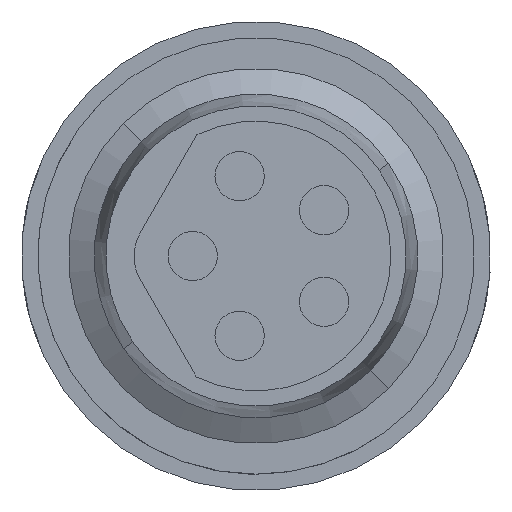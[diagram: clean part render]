
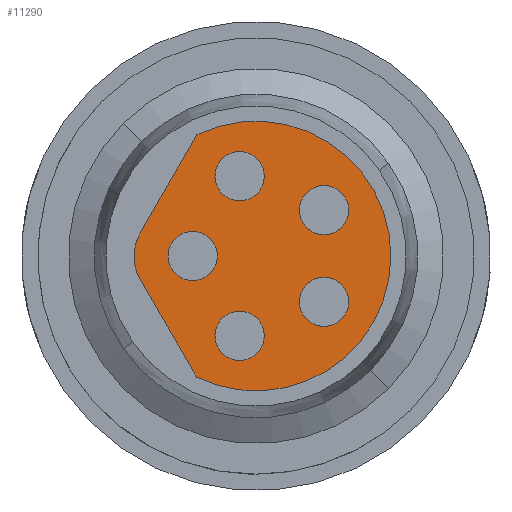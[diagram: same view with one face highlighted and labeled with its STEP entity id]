
A CAD part, left-side view. The second image highlights one B-rep face of the part: STEP entity #11290.
In plain terms, the highlighted face is planar.
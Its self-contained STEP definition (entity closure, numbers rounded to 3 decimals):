
#610=CARTESIAN_POINT('',(20.948,42.288,
7.853));
#620=VERTEX_POINT('',#610);
#780=CARTESIAN_POINT('',(21.655,41.581,
7.853));
#790=VERTEX_POINT('',#780);
#820=CARTESIAN_POINT('',(21.913,42.547,
7.853));
#830=DIRECTION('',(0.,0.,-1.));
#840=DIRECTION('',(0.707,-0.707,0.));
#850=AXIS2_PLACEMENT_3D('',#820,#830,#840);
#860=CIRCLE('',#850,1.);
#870=EDGE_CURVE('',#790,#620,#860,.T.);
#1100=CARTESIAN_POINT('',(21.972,44.256,
7.853));
#1110=VERTEX_POINT('',#1100);
#1140=CARTESIAN_POINT('',(21.601,44.627,
7.853));
#1150=DIRECTION('',(0.,0.,1.));
#1160=DIRECTION('',(-0.707,0.707,0.));
#1170=AXIS2_PLACEMENT_3D('',#1140,#1150,#1160);
#1180=CIRCLE('',#1170,0.525);
#1190=CARTESIAN_POINT('',(21.23,44.998,
7.853));
#1200=VERTEX_POINT('',#1190);
#1210=EDGE_CURVE('',#1110,#1200,#1180,.T.);
#3560=CARTESIAN_POINT('',(23.015,45.759,
7.853));
#3570=VERTEX_POINT('',#3560);
#3730=CARTESIAN_POINT('',(23.757,45.016,
7.853));
#3740=VERTEX_POINT('',#3730);
#3770=CARTESIAN_POINT('',(23.386,45.387,
7.853));
#3780=DIRECTION('',(0.,0.,1.));
#3790=DIRECTION('',(-0.707,0.707,0.));
#3800=AXIS2_PLACEMENT_3D('',#3770,#3780,#3790);
#3810=CIRCLE('',#3800,0.525);
#3820=EDGE_CURVE('',#3740,#3570,#3810,.T.);
#4030=CARTESIAN_POINT('',(24.376,41.852,
7.853));
#4040=VERTEX_POINT('',#4030);
#4070=CARTESIAN_POINT('',(24.005,42.223,
7.853));
#4080=DIRECTION('',(0.,0.,1.));
#4090=DIRECTION('',(-0.707,0.707,0.));
#4100=AXIS2_PLACEMENT_3D('',#4070,#4080,#4090);
#4110=CIRCLE('',#4100,0.525);
#4120=CARTESIAN_POINT('',(23.634,42.594,
7.853));
#4130=VERTEX_POINT('',#4120);
#4140=EDGE_CURVE('',#4040,#4130,#4110,.T.);
#4440=CARTESIAN_POINT('',(20.328,44.598,
7.853));
#4450=VERTEX_POINT('',#4440);
#4550=CARTESIAN_POINT('',(32.278,0.,7.853));
#4560=DIRECTION('',(-0.259,0.966,
0.));
#4570=VECTOR('',#4560,1.);
#4580=LINE('',#4550,#4570);
#4590=EDGE_CURVE('',#620,#4450,#4580,.T.);
#4820=CARTESIAN_POINT('',(25.136,43.637,
7.853));
#4830=VERTEX_POINT('',#4820);
#4860=CARTESIAN_POINT('',(24.765,44.008,
7.853));
#4870=DIRECTION('',(0.,0.,1.));
#4880=DIRECTION('',(-0.707,0.707,0.));
#4890=AXIS2_PLACEMENT_3D('',#4860,#4870,#4880);
#4900=CIRCLE('',#4890,0.525);
#4910=CARTESIAN_POINT('',(24.394,44.38,
7.853));
#4920=VERTEX_POINT('',#4910);
#4930=EDGE_CURVE('',#4830,#4920,#4900,.T.);
#10500=CARTESIAN_POINT('',(22.467,42.347,
7.853));
#10510=VERTEX_POINT('',#10500);
#10540=CARTESIAN_POINT('',(22.096,42.718,
7.853));
#10550=DIRECTION('',(0.,0.,1.));
#10560=DIRECTION('',(-0.707,0.707,0.));
#10570=AXIS2_PLACEMENT_3D('',#10540,#10550,#10560);
#10580=CIRCLE('',#10570,0.525);
#10590=CARTESIAN_POINT('',(21.724,43.089,
7.853));
#10600=VERTEX_POINT('',#10590);
#10610=EDGE_CURVE('',#10510,#10600,#10580,.T.);
#10800=CARTESIAN_POINT('',(23.143,43.775,
7.853));
#10810=DIRECTION('',(0.,0.,-1.));
#10820=DIRECTION('',(0.707,0.707,
0.));
#10830=AXIS2_PLACEMENT_3D('',#10800,#10810,#10820);
#10840=PLANE('',#10830);
#10850=ORIENTED_EDGE('',*,*,#4590,.T.);
#10860=ORIENTED_EDGE('',*,*,#870,.T.);
#10870=CARTESIAN_POINT('',(0.,47.383,7.853));
#10880=DIRECTION('',(-0.966,0.259,
0.));
#10890=VECTOR('',#10880,1.);
#10900=LINE('',#10870,#10890);
#10910=CARTESIAN_POINT('',(23.989,40.955,
7.853));
#10920=VERTEX_POINT('',#10910);
#10930=EDGE_CURVE('',#10920,#790,#10900,.T.);
#10940=ORIENTED_EDGE('',*,*,#10930,.T.);
#10950=CARTESIAN_POINT('',(23.05,43.673,
7.853));
#10960=DIRECTION('',(0.,0.,1.));
#10970=DIRECTION('',(0.985,0.174,
0.));
#10980=AXIS2_PLACEMENT_3D('',#10950,#10960,#10970);
#10990=CIRCLE('',#10980,2.875);
#11000=EDGE_CURVE('',#10920,#4450,#10990,.T.);
#11010=ORIENTED_EDGE('',*,*,#11000,.F.);
#11020=EDGE_LOOP('',(#11010,#10940,#10860,#10850));
#11030=FACE_OUTER_BOUND('',#11020,.T.);
#11040=EDGE_CURVE('',#1200,#1110,#1180,.T.);
#11050=ORIENTED_EDGE('',*,*,#11040,.T.);
#11060=ORIENTED_EDGE('',*,*,#1210,.T.);
#11070=EDGE_LOOP('',(#11060,#11050));
#11080=FACE_BOUND('',#11070,.T.);
#11090=EDGE_CURVE('',#4130,#4040,#4110,.T.);
#11100=ORIENTED_EDGE('',*,*,#11090,.T.);
#11110=ORIENTED_EDGE('',*,*,#4140,.T.);
#11120=EDGE_LOOP('',(#11110,#11100));
#11130=FACE_BOUND('',#11120,.T.);
#11140=EDGE_CURVE('',#10600,#10510,#10580,.T.);
#11150=ORIENTED_EDGE('',*,*,#11140,.T.);
#11160=ORIENTED_EDGE('',*,*,#10610,.T.);
#11170=EDGE_LOOP('',(#11160,#11150));
#11180=FACE_BOUND('',#11170,.T.);
#11190=EDGE_CURVE('',#4920,#4830,#4900,.T.);
#11200=ORIENTED_EDGE('',*,*,#11190,.T.);
#11210=ORIENTED_EDGE('',*,*,#4930,.T.);
#11220=EDGE_LOOP('',(#11210,#11200));
#11230=FACE_BOUND('',#11220,.T.);
#11240=EDGE_CURVE('',#3570,#3740,#3810,.T.);
#11250=ORIENTED_EDGE('',*,*,#11240,.T.);
#11260=ORIENTED_EDGE('',*,*,#3820,.T.);
#11270=EDGE_LOOP('',(#11260,#11250));
#11280=FACE_BOUND('',#11270,.T.);
#11290=ADVANCED_FACE('',(#11030,#11080,#11130,#11180,#11230,#11280),
#10840,.T.);
